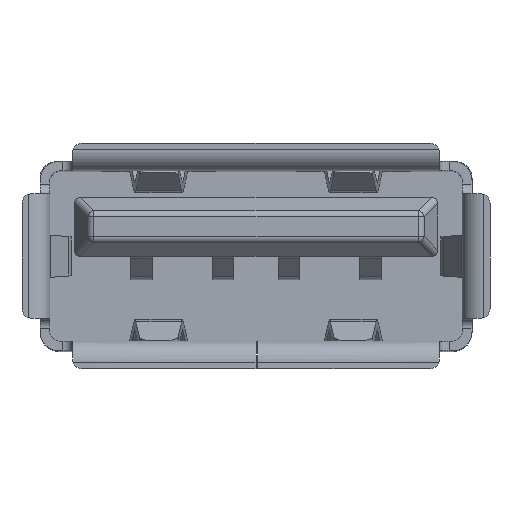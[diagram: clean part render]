
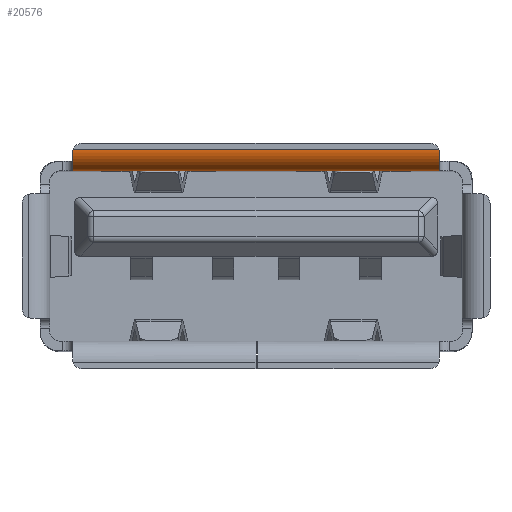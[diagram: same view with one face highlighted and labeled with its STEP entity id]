
A CAD part, top view. The second image highlights one B-rep face of the part: STEP entity #20576.
In plain terms, the highlighted cylindrical face has radius 0.65 mm (diameter 1.3 mm), a partial arc.
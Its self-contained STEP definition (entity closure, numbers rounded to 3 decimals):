
#1679 = DIRECTION ( 'NONE',  ( 1., 0., 0. ) ) ;
#3143 = ORIENTED_EDGE ( 'NONE', *, *, #8460, .F. ) ;
#3337 = EDGE_LOOP ( 'NONE', ( #21343, #18688, #3143, #27371, #26613, #11281 ) ) ;
#3386 = AXIS2_PLACEMENT_3D ( 'NONE', #15337, #18692, #34828 ) ;
#3940 = EDGE_CURVE ( 'NONE', #4997, #14976, #21140, .T. ) ;
#4066 = CARTESIAN_POINT ( 'NONE',  ( -5.6, 3.184, 13.698 ) ) ;
#4861 = CARTESIAN_POINT ( 'NONE',  ( 5.594, 3.217, 13.7 ) ) ;
#4997 = VERTEX_POINT ( 'NONE', #23321 ) ;
#7408 = EDGE_CURVE ( 'NONE', #11497, #4997, #26184, .T. ) ;
#7712 = CARTESIAN_POINT ( 'NONE',  ( -5.6, 3.25, 13.7 ) ) ;
#8151 = AXIS2_PLACEMENT_3D ( 'NONE', #14872, #33991, #17874 ) ;
#8460 = EDGE_CURVE ( 'NONE', #11497, #26001, #18415, .T. ) ;
#9078 = DIRECTION ( 'NONE',  ( 0., -1., 0. ) ) ;
#10006 = LINE ( 'NONE', #7712, #10815 ) ;
#10815 = VECTOR ( 'NONE', #31711, 1000. ) ;
#11281 = ORIENTED_EDGE ( 'NONE', *, *, #32732, .T. ) ;
#11497 = VERTEX_POINT ( 'NONE', #16246 ) ;
#11735 = VERTEX_POINT ( 'NONE', #32798 ) ;
#12302 = DIRECTION ( 'NONE',  ( -1., 0., 0. ) ) ;
#13149 = EDGE_CURVE ( 'NONE', #13796, #26001, #33751, .T. ) ;
#13212 = CARTESIAN_POINT ( 'NONE',  ( 5.6, 3.15, 13.692 ) ) ;
#13237 = CARTESIAN_POINT ( 'NONE',  ( 5.583, 3.25, 13.7 ) ) ;
#13796 = VERTEX_POINT ( 'NONE', #20240 ) ;
#14872 = CARTESIAN_POINT ( 'NONE',  ( -5.6, 3.25, 13.05 ) ) ;
#14976 = VERTEX_POINT ( 'NONE', #13212 ) ;
#15337 = CARTESIAN_POINT ( 'NONE',  ( 0., 3.25, 13.05 ) ) ;
#16013 = CARTESIAN_POINT ( 'NONE',  ( -5.6, 2.6, 13.05 ) ) ;
#16246 = CARTESIAN_POINT ( 'NONE',  ( -5.6, 2.6, 13.05 ) ) ;
#17154 = FACE_OUTER_BOUND ( 'NONE', #3337, .T. ) ;
#17644 = CARTESIAN_POINT ( 'NONE',  ( -5.594, 3.217, 13.7 ) ) ;
#17874 = DIRECTION ( 'NONE',  ( 0., -1., 0. ) ) ;
#18415 = CIRCLE ( 'NONE', #8151, 0.65 ) ;
#18688 = ORIENTED_EDGE ( 'NONE', *, *, #13149, .T. ) ;
#18692 = DIRECTION ( 'NONE',  ( -1., 0., 0. ) ) ;
#20240 = CARTESIAN_POINT ( 'NONE',  ( -5.583, 3.25, 13.7 ) ) ;
#20576 = ADVANCED_FACE ( 'NONE', ( #17154 ), #25352, .T. ) ;
#21110 = CARTESIAN_POINT ( 'NONE',  ( 5.6, 3.184, 13.698 ) ) ;
#21140 = CIRCLE ( 'NONE', #29726, 0.65 ) ;
#21343 = ORIENTED_EDGE ( 'NONE', *, *, #24471, .F. ) ;
#22999 = CARTESIAN_POINT ( 'NONE',  ( -5.583, 3.25, 13.7 ) ) ;
#23321 = CARTESIAN_POINT ( 'NONE',  ( 5.6, 2.6, 13.05 ) ) ;
#24471 = EDGE_CURVE ( 'NONE', #13796, #11735, #10006, .T. ) ;
#25352 = CYLINDRICAL_SURFACE ( 'NONE', #3386, 0.65 ) ;
#25869 = CARTESIAN_POINT ( 'NONE',  ( -5.6, 3.15, 13.692 ) ) ;
#26001 = VERTEX_POINT ( 'NONE', #28428 ) ;
#26184 = LINE ( 'NONE', #16013, #32061 ) ;
#26613 = ORIENTED_EDGE ( 'NONE', *, *, #3940, .T. ) ;
#27371 = ORIENTED_EDGE ( 'NONE', *, *, #7408, .T. ) ;
#28428 = CARTESIAN_POINT ( 'NONE',  ( -5.6, 3.15, 13.692 ) ) ;
#29726 = AXIS2_PLACEMENT_3D ( 'NONE', #33617, #12302, #9078 ) ;
#31711 = DIRECTION ( 'NONE',  ( 1., 0., 0. ) ) ;
#32061 = VECTOR ( 'NONE', #1679, 1000. ) ;
#32732 = EDGE_CURVE ( 'NONE', #14976, #11735, #34958, .T. ) ;
#32798 = CARTESIAN_POINT ( 'NONE',  ( 5.583, 3.25, 13.7 ) ) ;
#33617 = CARTESIAN_POINT ( 'NONE',  ( 5.6, 3.25, 13.05 ) ) ;
#33751 = B_SPLINE_CURVE_WITH_KNOTS ( 'NONE', 3,
 ( #22999, #17644, #4066, #25869 ),
 .UNSPECIFIED., .F., .F.,
 ( 4, 4 ),
 ( 0., 0. ),
 .UNSPECIFIED. ) ;
#33991 = DIRECTION ( 'NONE',  ( -1., 0., 0. ) ) ;
#34547 = CARTESIAN_POINT ( 'NONE',  ( 5.6, 3.15, 13.692 ) ) ;
#34828 = DIRECTION ( 'NONE',  ( 0., 0., 1. ) ) ;
#34958 = B_SPLINE_CURVE_WITH_KNOTS ( 'NONE', 3,
 ( #34547, #21110, #4861, #13237 ),
 .UNSPECIFIED., .F., .F.,
 ( 4, 4 ),
 ( 0., 0. ),
 .UNSPECIFIED. ) ;
